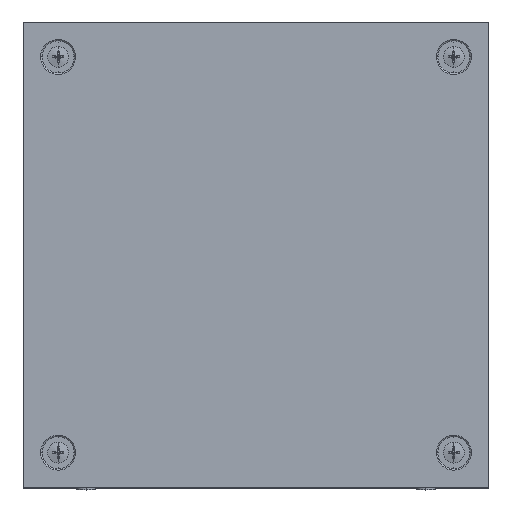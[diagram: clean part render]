
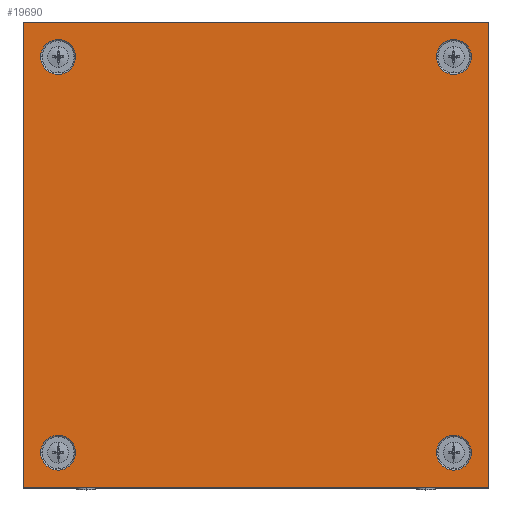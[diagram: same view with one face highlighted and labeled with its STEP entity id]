
A CAD part, top view. The second image highlights one B-rep face of the part: STEP entity #19690.
In plain terms, the highlighted planar face has unit normal (0, 0, 1).
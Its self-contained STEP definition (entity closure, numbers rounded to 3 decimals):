
#163 = CARTESIAN_POINT ( 'NONE',  ( 7.5, 15., 0. ) ) ;
#176 = DIRECTION ( 'NONE',  ( 1., 0., 0. ) ) ;
#242 = VERTEX_POINT ( 'NONE', #18377 ) ;
#566 = LINE ( 'NONE', #7434, #8876 ) ;
#994 = AXIS2_PLACEMENT_3D ( 'NONE', #15739, #17568, #8646 ) ;
#1328 = ORIENTED_EDGE ( 'NONE', *, *, #13048, .F. ) ;
#1377 = AXIS2_PLACEMENT_3D ( 'NONE', #10491, #15823, #176 ) ;
#1429 = CARTESIAN_POINT ( 'NONE',  ( 15., 15., 0. ) ) ;
#1473 = DIRECTION ( 'NONE',  ( 0., -1., 0. ) ) ;
#1730 = EDGE_LOOP ( 'NONE', ( #3955, #1328 ) ) ;
#2043 = CIRCLE ( 'NONE', #994, 7.5 ) ;
#2281 = FACE_BOUND ( 'NONE', #15105, .T. ) ;
#2390 = AXIS2_PLACEMENT_3D ( 'NONE', #17113, #3474, #10304 ) ;
#2524 = DIRECTION ( 'NONE',  ( -1., 0., 0. ) ) ;
#2640 = DIRECTION ( 'NONE',  ( 1., 0., 0. ) ) ;
#2928 = LINE ( 'NONE', #16886, #13935 ) ;
#2959 = CARTESIAN_POINT ( 'NONE',  ( 15., 185., 0. ) ) ;
#3098 = DIRECTION ( 'NONE',  ( 0., 0., 1. ) ) ;
#3321 = ORIENTED_EDGE ( 'NONE', *, *, #11000, .F. ) ;
#3474 = DIRECTION ( 'NONE',  ( 0., 0., 1. ) ) ;
#3512 = ORIENTED_EDGE ( 'NONE', *, *, #5657, .T. ) ;
#3955 = ORIENTED_EDGE ( 'NONE', *, *, #10853, .F. ) ;
#4500 = VERTEX_POINT ( 'NONE', #163 ) ;
#4659 = VERTEX_POINT ( 'NONE', #4915 ) ;
#4746 = EDGE_CURVE ( 'NONE', #6999, #4659, #2043, .T. ) ;
#4790 = EDGE_CURVE ( 'NONE', #13173, #18094, #14616, .T. ) ;
#4915 = CARTESIAN_POINT ( 'NONE',  ( 177.5, 185., 0. ) ) ;
#5317 = AXIS2_PLACEMENT_3D ( 'NONE', #7036, #10727, #9179 ) ;
#5366 = VERTEX_POINT ( 'NONE', #8008 ) ;
#5567 = ORIENTED_EDGE ( 'NONE', *, *, #22276, .F. ) ;
#5657 = EDGE_CURVE ( 'NONE', #242, #8482, #566, .T. ) ;
#6263 = ORIENTED_EDGE ( 'NONE', *, *, #20616, .F. ) ;
#6522 = VERTEX_POINT ( 'NONE', #13382 ) ;
#6846 = CARTESIAN_POINT ( 'NONE',  ( 15., 15., 0. ) ) ;
#6999 = VERTEX_POINT ( 'NONE', #21257 ) ;
#7036 = CARTESIAN_POINT ( 'NONE',  ( 185., 15., 0. ) ) ;
#7434 = CARTESIAN_POINT ( 'NONE',  ( 0., 0., 0. ) ) ;
#7500 = CIRCLE ( 'NONE', #21194, 7.5 ) ;
#8008 = CARTESIAN_POINT ( 'NONE',  ( 7.5, 185., 0. ) ) ;
#8028 = ORIENTED_EDGE ( 'NONE', *, *, #9985, .F. ) ;
#8133 = DIRECTION ( 'NONE',  ( 0., 0., 1. ) ) ;
#8482 = VERTEX_POINT ( 'NONE', #22228 ) ;
#8578 = CARTESIAN_POINT ( 'NONE',  ( 200., 200., 0. ) ) ;
#8646 = DIRECTION ( 'NONE',  ( 1., 0., 0. ) ) ;
#8850 = VERTEX_POINT ( 'NONE', #17335 ) ;
#8876 = VECTOR ( 'NONE', #11091, 1000. ) ;
#9149 = FACE_BOUND ( 'NONE', #1730, .T. ) ;
#9179 = DIRECTION ( 'NONE',  ( 1., 0., 0. ) ) ;
#9876 = ORIENTED_EDGE ( 'NONE', *, *, #16861, .T. ) ;
#9985 = EDGE_CURVE ( 'NONE', #4659, #6999, #16470, .T. ) ;
#10254 = CARTESIAN_POINT ( 'NONE',  ( 15., 185., 0. ) ) ;
#10304 = DIRECTION ( 'NONE',  ( 1., 0., 0. ) ) ;
#10491 = CARTESIAN_POINT ( 'NONE',  ( 185., 185., 0. ) ) ;
#10555 = CARTESIAN_POINT ( 'NONE',  ( 200., 0., 0. ) ) ;
#10718 = EDGE_LOOP ( 'NONE', ( #3321, #5567 ) ) ;
#10727 = DIRECTION ( 'NONE',  ( 0., 0., 1. ) ) ;
#10853 = EDGE_CURVE ( 'NONE', #14678, #4500, #16695, .T. ) ;
#11000 = EDGE_CURVE ( 'NONE', #6522, #5366, #13461, .T. ) ;
#11091 = DIRECTION ( 'NONE',  ( 1., 0., 0. ) ) ;
#11920 = DIRECTION ( 'NONE',  ( 0., 1., 0. ) ) ;
#12420 = DIRECTION ( 'NONE',  ( 1., 0., 0. ) ) ;
#12772 = ORIENTED_EDGE ( 'NONE', *, *, #4746, .F. ) ;
#12886 = EDGE_LOOP ( 'NONE', ( #13269, #21006, #9876, #3512 ) ) ;
#13048 = EDGE_CURVE ( 'NONE', #4500, #14678, #7500, .T. ) ;
#13173 = VERTEX_POINT ( 'NONE', #19580 ) ;
#13269 = ORIENTED_EDGE ( 'NONE', *, *, #15248, .T. ) ;
#13280 = VECTOR ( 'NONE', #1473, 1000. ) ;
#13365 = AXIS2_PLACEMENT_3D ( 'NONE', #21578, #15897, #2524 ) ;
#13382 = CARTESIAN_POINT ( 'NONE',  ( 22.5, 185., 0. ) ) ;
#13461 = CIRCLE ( 'NONE', #20667, 7.5 ) ;
#13935 = VECTOR ( 'NONE', #22093, 1000. ) ;
#13943 = DIRECTION ( 'NONE',  ( 1., 0., 0. ) ) ;
#14616 = CIRCLE ( 'NONE', #2390, 7.5 ) ;
#14675 = FACE_BOUND ( 'NONE', #16789, .T. ) ;
#14678 = VERTEX_POINT ( 'NONE', #19706 ) ;
#14739 = CIRCLE ( 'NONE', #15788, 7.5 ) ;
#15052 = DIRECTION ( 'NONE',  ( 1., 0., 0. ) ) ;
#15105 = EDGE_LOOP ( 'NONE', ( #12772, #8028 ) ) ;
#15248 = EDGE_CURVE ( 'NONE', #8482, #16042, #19177, .T. ) ;
#15398 = DIRECTION ( 'NONE',  ( 0., 0., 1. ) ) ;
#15739 = CARTESIAN_POINT ( 'NONE',  ( 185., 185., 0. ) ) ;
#15788 = AXIS2_PLACEMENT_3D ( 'NONE', #2959, #8133, #2640 ) ;
#15823 = DIRECTION ( 'NONE',  ( 0., 0., 1. ) ) ;
#15897 = DIRECTION ( 'NONE',  ( 0., 0., -1. ) ) ;
#16001 = FACE_OUTER_BOUND ( 'NONE', #12886, .T. ) ;
#16042 = VERTEX_POINT ( 'NONE', #8578 ) ;
#16470 = CIRCLE ( 'NONE', #1377, 7.5 ) ;
#16695 = CIRCLE ( 'NONE', #17053, 7.5 ) ;
#16753 = EDGE_CURVE ( 'NONE', #16042, #8850, #2928, .T. ) ;
#16789 = EDGE_LOOP ( 'NONE', ( #6263, #17149 ) ) ;
#16861 = EDGE_CURVE ( 'NONE', #8850, #242, #17112, .T. ) ;
#16886 = CARTESIAN_POINT ( 'NONE',  ( 0., 200., 0. ) ) ;
#17053 = AXIS2_PLACEMENT_3D ( 'NONE', #1429, #3098, #15052 ) ;
#17112 = LINE ( 'NONE', #18593, #13280 ) ;
#17113 = CARTESIAN_POINT ( 'NONE',  ( 185., 15., 0. ) ) ;
#17149 = ORIENTED_EDGE ( 'NONE', *, *, #4790, .F. ) ;
#17209 = CIRCLE ( 'NONE', #5317, 7.5 ) ;
#17335 = CARTESIAN_POINT ( 'NONE',  ( 0., 200., 0. ) ) ;
#17568 = DIRECTION ( 'NONE',  ( 0., 0., 1. ) ) ;
#18094 = VERTEX_POINT ( 'NONE', #18788 ) ;
#18377 = CARTESIAN_POINT ( 'NONE',  ( 0., 0., 0. ) ) ;
#18593 = CARTESIAN_POINT ( 'NONE',  ( 0., 0., 0. ) ) ;
#18788 = CARTESIAN_POINT ( 'NONE',  ( 192.5, 15., 0. ) ) ;
#19177 = LINE ( 'NONE', #10555, #22015 ) ;
#19580 = CARTESIAN_POINT ( 'NONE',  ( 177.5, 15., 0. ) ) ;
#19690 = ADVANCED_FACE ( 'NONE', ( #14675, #2281, #21352, #9149, #16001 ), #19749, .F. ) ;
#19706 = CARTESIAN_POINT ( 'NONE',  ( 22.5, 15., 0. ) ) ;
#19749 = PLANE ( 'NONE',  #13365 ) ;
#20616 = EDGE_CURVE ( 'NONE', #18094, #13173, #17209, .T. ) ;
#20667 = AXIS2_PLACEMENT_3D ( 'NONE', #10254, #21138, #12420 ) ;
#21006 = ORIENTED_EDGE ( 'NONE', *, *, #16753, .T. ) ;
#21138 = DIRECTION ( 'NONE',  ( 0., 0., 1. ) ) ;
#21194 = AXIS2_PLACEMENT_3D ( 'NONE', #6846, #15398, #13943 ) ;
#21257 = CARTESIAN_POINT ( 'NONE',  ( 192.5, 185., 0. ) ) ;
#21352 = FACE_BOUND ( 'NONE', #10718, .T. ) ;
#21578 = CARTESIAN_POINT ( 'NONE',  ( 0., 0., 0. ) ) ;
#22015 = VECTOR ( 'NONE', #11920, 1000. ) ;
#22093 = DIRECTION ( 'NONE',  ( -1., 0., 0. ) ) ;
#22228 = CARTESIAN_POINT ( 'NONE',  ( 200., 0., 0. ) ) ;
#22276 = EDGE_CURVE ( 'NONE', #5366, #6522, #14739, .T. ) ;
